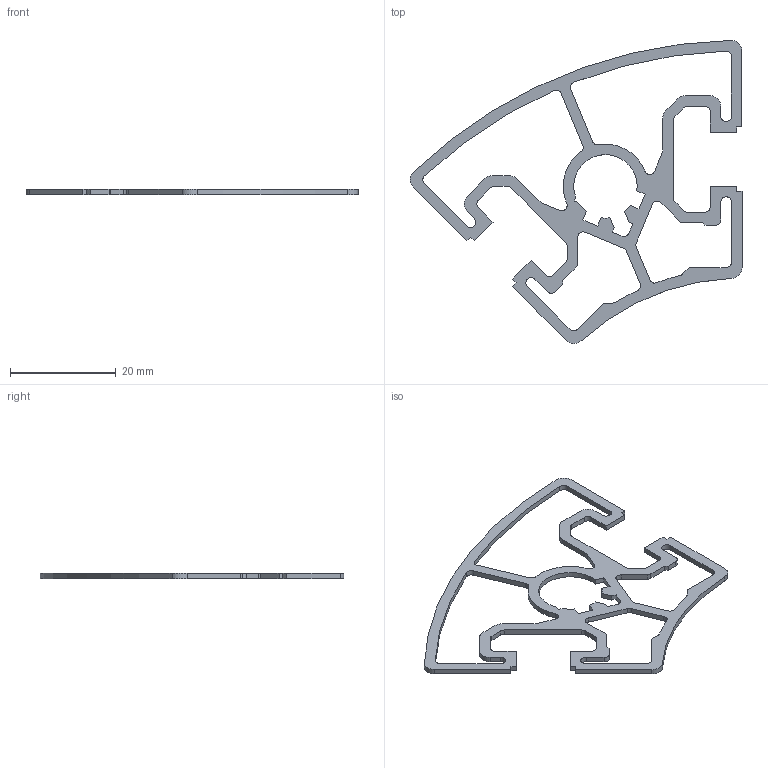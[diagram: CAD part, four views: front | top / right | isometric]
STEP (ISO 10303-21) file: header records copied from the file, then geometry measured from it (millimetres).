
FILE_DESCRIPTION(/* description */ (''),/* implementation_level */ '2;1');
FILE_NAME(/* name */ 'PG4545F.stp',/* time_stamp */ '2022-07-21T15:55:09+02:00',/* author */ ('stefan.nesic'),/* organization */ (''),/* preprocessor_version */ 'ST-DEVELOPER v18.1',/* originating_system */ 'Autodesk Inventor 2021',/* authorisation */ '');
FILE_SCHEMA (('CONFIG_CONTROL_DESIGN'));
Length unit declared in the file: millimetre
Products named in the file (1): 1.11.45.045045.R45.02
Bounding box: 62.8 x 57.35 x 1 mm (x, y, z)
Volume: 738.4 mm3; surface area: 2136.4 mm2
Topology: 1 solids, 1 shells, 143 faces, 423 edges, 282 vertices
Faces by surface type: plane 80, cylinder 63
Entity records: 4864 total; most frequent: CARTESIAN_POINT 849, ORIENTED_EDGE 846, DIRECTION 837, EDGE_CURVE 423, LINE 297, VECTOR 297, VERTEX_POINT 282, AXIS2_PLACEMENT_3D 270
